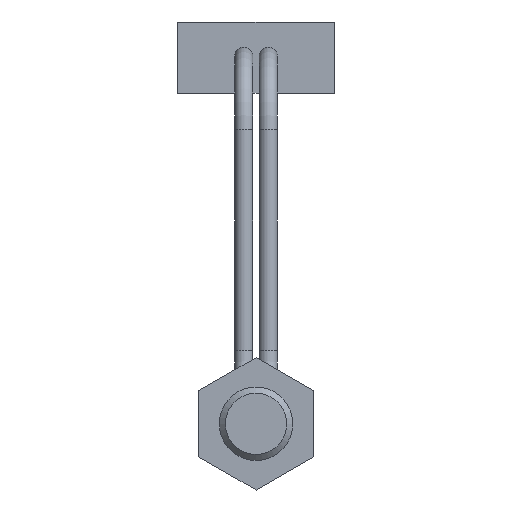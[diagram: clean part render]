
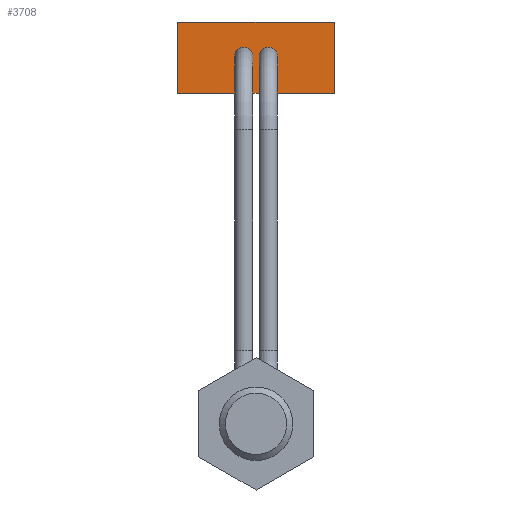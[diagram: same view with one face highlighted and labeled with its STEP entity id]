
A CAD part, front view. The second image highlights one B-rep face of the part: STEP entity #3708.
In plain terms, the highlighted planar face has unit normal (0, -1, 0).
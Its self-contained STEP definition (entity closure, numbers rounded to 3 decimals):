
#1587 = PLANE('',#1588);
#1588 = AXIS2_PLACEMENT_3D('',#1589,#1590,#1591);
#1589 = CARTESIAN_POINT('',(3.197,34.093,13.501)
  );
#1590 = DIRECTION('',(0.,0.,1.));
#1591 = DIRECTION('',(1.,0.,0.));
#2182 = EDGE_CURVE('',#2183,#2185,#2187,.T.);
#2183 = VERTEX_POINT('',#2184);
#2184 = CARTESIAN_POINT('',(3.197,34.093,13.501)
  );
#2185 = VERTEX_POINT('',#2186);
#2186 = CARTESIAN_POINT('',(-3.203,34.093,13.501)
  );
#2187 = SURFACE_CURVE('',#2188,(#2192,#2199),.PCURVE_S1.);
#2188 = LINE('',#2189,#2190);
#2189 = CARTESIAN_POINT('',(3.197,34.093,13.501)
  );
#2190 = VECTOR('',#2191,1.);
#2191 = DIRECTION('',(-1.,0.,0.));
#2192 = PCURVE('',#1587,#2193);
#2193 = DEFINITIONAL_REPRESENTATION('',(#2194),#2198);
#2194 = LINE('',#2195,#2196);
#2195 = CARTESIAN_POINT('',(0.,0.));
#2196 = VECTOR('',#2197,1.);
#2197 = DIRECTION('',(-1.,0.));
#2198 = ( GEOMETRIC_REPRESENTATION_CONTEXT(2) 
PARAMETRIC_REPRESENTATION_CONTEXT() REPRESENTATION_CONTEXT('2D SPACE',''
  ) );
#2199 = PCURVE('',#2200,#2205);
#2200 = PLANE('',#2201);
#2201 = AXIS2_PLACEMENT_3D('',#2202,#2203,#2204);
#2202 = CARTESIAN_POINT('',(3.197,34.093,13.501)
  );
#2203 = DIRECTION('',(0.,-1.,0.));
#2204 = DIRECTION('',(-1.,0.,0.));
#2205 = DEFINITIONAL_REPRESENTATION('',(#2206),#2210);
#2206 = LINE('',#2207,#2208);
#2207 = CARTESIAN_POINT('',(0.,-0.));
#2208 = VECTOR('',#2209,1.);
#2209 = DIRECTION('',(1.,0.));
#2210 = ( GEOMETRIC_REPRESENTATION_CONTEXT(2) 
PARAMETRIC_REPRESENTATION_CONTEXT() REPRESENTATION_CONTEXT('2D SPACE',''
  ) );
#2228 = PLANE('',#2229);
#2229 = AXIS2_PLACEMENT_3D('',#2230,#2231,#2232);
#2230 = CARTESIAN_POINT('',(-3.203,34.093,13.501)
  );
#2231 = DIRECTION('',(-1.,0.,0.));
#2232 = DIRECTION('',(0.,1.,0.));
#2355 = PLANE('',#2356);
#2356 = AXIS2_PLACEMENT_3D('',#2357,#2358,#2359);
#2357 = CARTESIAN_POINT('',(3.197,34.493,13.501)
  );
#2358 = DIRECTION('',(1.,0.,0.));
#2359 = DIRECTION('',(0.,-1.,0.));
#2410 = PLANE('',#2411);
#2411 = AXIS2_PLACEMENT_3D('',#2412,#2413,#2414);
#2412 = CARTESIAN_POINT('',(-0.003,40.6,
    16.401));
#2413 = DIRECTION('',(0.,0.,1.));
#2414 = DIRECTION('',(0.,1.,0.));
#3708 = ADVANCED_FACE('',(#3709),#2200,.T.);
#3709 = FACE_BOUND('',#3710,.T.);
#3710 = EDGE_LOOP('',(#3711,#3734,#3757,#3778));
#3711 = ORIENTED_EDGE('',*,*,#3712,.T.);
#3712 = EDGE_CURVE('',#2183,#3713,#3715,.T.);
#3713 = VERTEX_POINT('',#3714);
#3714 = CARTESIAN_POINT('',(3.197,34.093,16.401)
  );
#3715 = SURFACE_CURVE('',#3716,(#3720,#3727),.PCURVE_S1.);
#3716 = LINE('',#3717,#3718);
#3717 = CARTESIAN_POINT('',(3.197,34.093,13.501)
  );
#3718 = VECTOR('',#3719,1.);
#3719 = DIRECTION('',(0.,0.,1.));
#3720 = PCURVE('',#2200,#3721);
#3721 = DEFINITIONAL_REPRESENTATION('',(#3722),#3726);
#3722 = LINE('',#3723,#3724);
#3723 = CARTESIAN_POINT('',(0.,-0.));
#3724 = VECTOR('',#3725,1.);
#3725 = DIRECTION('',(0.,-1.));
#3726 = ( GEOMETRIC_REPRESENTATION_CONTEXT(2) 
PARAMETRIC_REPRESENTATION_CONTEXT() REPRESENTATION_CONTEXT('2D SPACE',''
  ) );
#3727 = PCURVE('',#2355,#3728);
#3728 = DEFINITIONAL_REPRESENTATION('',(#3729),#3733);
#3729 = LINE('',#3730,#3731);
#3730 = CARTESIAN_POINT('',(0.4,0.));
#3731 = VECTOR('',#3732,1.);
#3732 = DIRECTION('',(0.,-1.));
#3733 = ( GEOMETRIC_REPRESENTATION_CONTEXT(2) 
PARAMETRIC_REPRESENTATION_CONTEXT() REPRESENTATION_CONTEXT('2D SPACE',''
  ) );
#3734 = ORIENTED_EDGE('',*,*,#3735,.T.);
#3735 = EDGE_CURVE('',#3713,#3736,#3738,.T.);
#3736 = VERTEX_POINT('',#3737);
#3737 = CARTESIAN_POINT('',(-3.203,34.093,16.401)
  );
#3738 = SURFACE_CURVE('',#3739,(#3743,#3750),.PCURVE_S1.);
#3739 = LINE('',#3740,#3741);
#3740 = CARTESIAN_POINT('',(3.197,34.093,16.401)
  );
#3741 = VECTOR('',#3742,1.);
#3742 = DIRECTION('',(-1.,0.,0.));
#3743 = PCURVE('',#2200,#3744);
#3744 = DEFINITIONAL_REPRESENTATION('',(#3745),#3749);
#3745 = LINE('',#3746,#3747);
#3746 = CARTESIAN_POINT('',(0.,-2.9));
#3747 = VECTOR('',#3748,1.);
#3748 = DIRECTION('',(1.,0.));
#3749 = ( GEOMETRIC_REPRESENTATION_CONTEXT(2) 
PARAMETRIC_REPRESENTATION_CONTEXT() REPRESENTATION_CONTEXT('2D SPACE',''
  ) );
#3750 = PCURVE('',#2410,#3751);
#3751 = DEFINITIONAL_REPRESENTATION('',(#3752),#3756);
#3752 = LINE('',#3753,#3754);
#3753 = CARTESIAN_POINT('',(-6.507,-3.2));
#3754 = VECTOR('',#3755,1.);
#3755 = DIRECTION('',(0.,1.));
#3756 = ( GEOMETRIC_REPRESENTATION_CONTEXT(2) 
PARAMETRIC_REPRESENTATION_CONTEXT() REPRESENTATION_CONTEXT('2D SPACE',''
  ) );
#3757 = ORIENTED_EDGE('',*,*,#3758,.F.);
#3758 = EDGE_CURVE('',#2185,#3736,#3759,.T.);
#3759 = SURFACE_CURVE('',#3760,(#3764,#3771),.PCURVE_S1.);
#3760 = LINE('',#3761,#3762);
#3761 = CARTESIAN_POINT('',(-3.203,34.093,13.501)
  );
#3762 = VECTOR('',#3763,1.);
#3763 = DIRECTION('',(0.,0.,1.));
#3764 = PCURVE('',#2200,#3765);
#3765 = DEFINITIONAL_REPRESENTATION('',(#3766),#3770);
#3766 = LINE('',#3767,#3768);
#3767 = CARTESIAN_POINT('',(6.4,0.));
#3768 = VECTOR('',#3769,1.);
#3769 = DIRECTION('',(0.,-1.));
#3770 = ( GEOMETRIC_REPRESENTATION_CONTEXT(2) 
PARAMETRIC_REPRESENTATION_CONTEXT() REPRESENTATION_CONTEXT('2D SPACE',''
  ) );
#3771 = PCURVE('',#2228,#3772);
#3772 = DEFINITIONAL_REPRESENTATION('',(#3773),#3777);
#3773 = LINE('',#3774,#3775);
#3774 = CARTESIAN_POINT('',(0.,0.));
#3775 = VECTOR('',#3776,1.);
#3776 = DIRECTION('',(0.,-1.));
#3777 = ( GEOMETRIC_REPRESENTATION_CONTEXT(2) 
PARAMETRIC_REPRESENTATION_CONTEXT() REPRESENTATION_CONTEXT('2D SPACE',''
  ) );
#3778 = ORIENTED_EDGE('',*,*,#2182,.F.);
